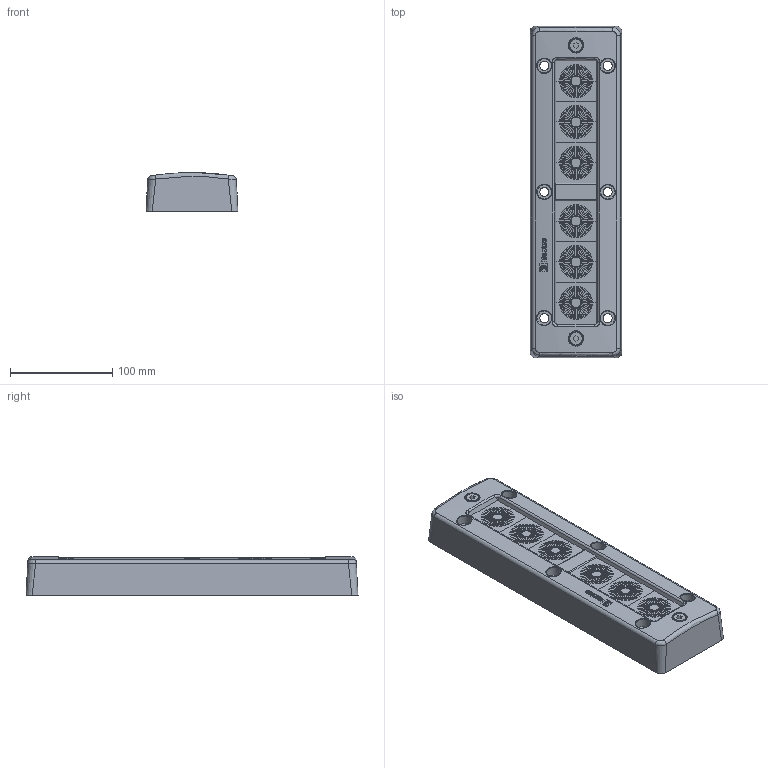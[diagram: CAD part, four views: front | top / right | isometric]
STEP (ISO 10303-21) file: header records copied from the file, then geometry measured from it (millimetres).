
FILE_DESCRIPTION(/* description */ (''),/* implementation_level */ '2;1');
FILE_NAME(/* name */ 'EZ00000002406.stp',/* time_stamp */ '2021-01-21T09:01:09+01:00',/* author */ ('LA'),/* organization */ (''),/* preprocessor_version */ 'ST-DEVELOPER v17.2',/* originating_system */ 'Autodesk Inventor 2019',/* authorisation */ '');
FILE_SCHEMA (('AUTOMOTIVE_DESIGN { 1 0 10303 214 3 1 1 }'));
Length unit declared in the file: centimetre
Products named in the file (1): Part7
Bounding box: 90 x 325 x 38 mm (x, y, z)
Volume: 945078.5 mm3; surface area: 94856.1 mm2
Topology: 1 solids, 1 shells, 592 faces, 1342 edges, 776 vertices
Faces by surface type: plane 469, bspline 73, cylinder 44, cone 4, torus 2
Full cylindrical faces by diameter (mm): 9 x6, 13 x2, 14 x8
Entity records: 19403 total; most frequent: CARTESIAN_POINT 5698, DIRECTION 2739, ORIENTED_EDGE 2680, EDGE_CURVE 1340, AXIS2_PLACEMENT_3D 1026, VERTEX_POINT 778, LINE 687, VECTOR 687
